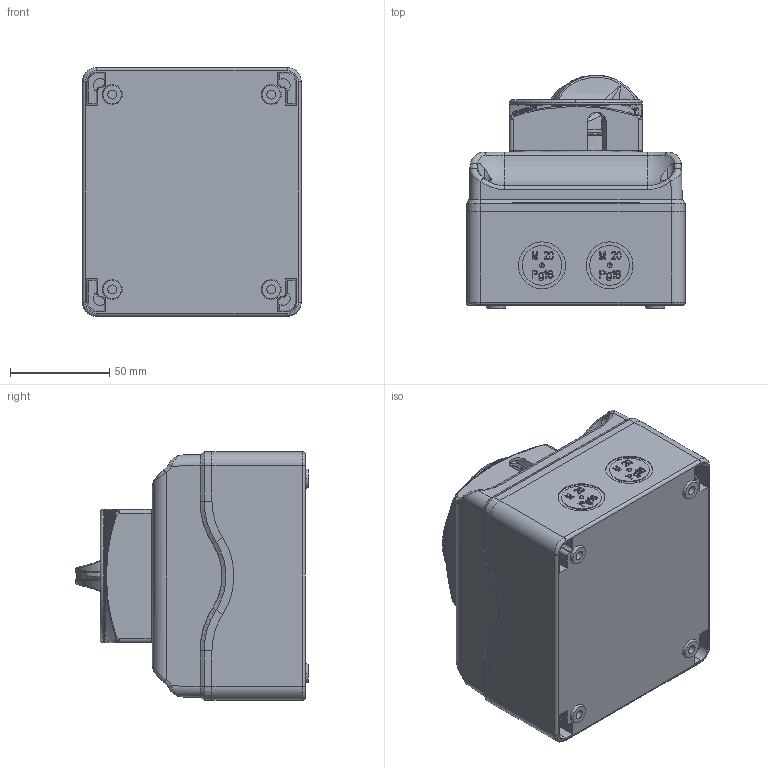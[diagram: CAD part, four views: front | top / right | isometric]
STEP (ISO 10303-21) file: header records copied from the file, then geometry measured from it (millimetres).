
FILE_DESCRIPTION((''),'2;1');
FILE_NAME('SB0323B110AL6_3D_ASM','2019-05-23T',('civetti_f'),(''),'PRO/ENGINEER BY PARAMETRIC TECHNOLOGY CORPORATION, 2011080','PRO/ENGINEER BY PARAMETRIC TECHNOLOGY CORPORATION, 2011080','');
FILE_SCHEMA(('CONFIG_CONTROL_DESIGN'));
Products named in the file (14): 6564_002; 6565-002-H; 6377_025; 13221; ER110365__; 6764; 6837; 6435-116; 6828; 6377_002; 6422; VAG_AL6_3D_ASM; 5122-001; SB0323B110AL6_3D_ASM
Assembly tree (17 placements, depth 3):
  SB0323B110AL6_3D_ASM
    6564_002
    6565-002-H
    6377_025  x4
    13221
    ER110365__
    VAG_AL6_3D_ASM
      6764
      6837
      6435-116
      6828
      6377_002
      6422
    5122-001  x2
Bounding box: 110.2 x 117.1 x 125 mm (x, y, z)
Volume: 1087374.5 mm3; surface area: 168650.5 mm2
Topology: 16 solids, 18 shells, 2879 faces, 7817 edges, 5114 vertices
Faces by surface type: plane 2047, cylinder 470, cone 96, bspline 86, sphere 56, extrusion 46, torus 40, revolution 38
Entity records: 96694 total; most frequent: CARTESIAN_POINT 25930, ORIENTED_EDGE 15126, DIRECTION 13890, EDGE_CURVE 7563, VECTOR 5590, LINE 5544, VERTEX_POINT 4952, AXIS2_PLACEMENT_3D 4131
